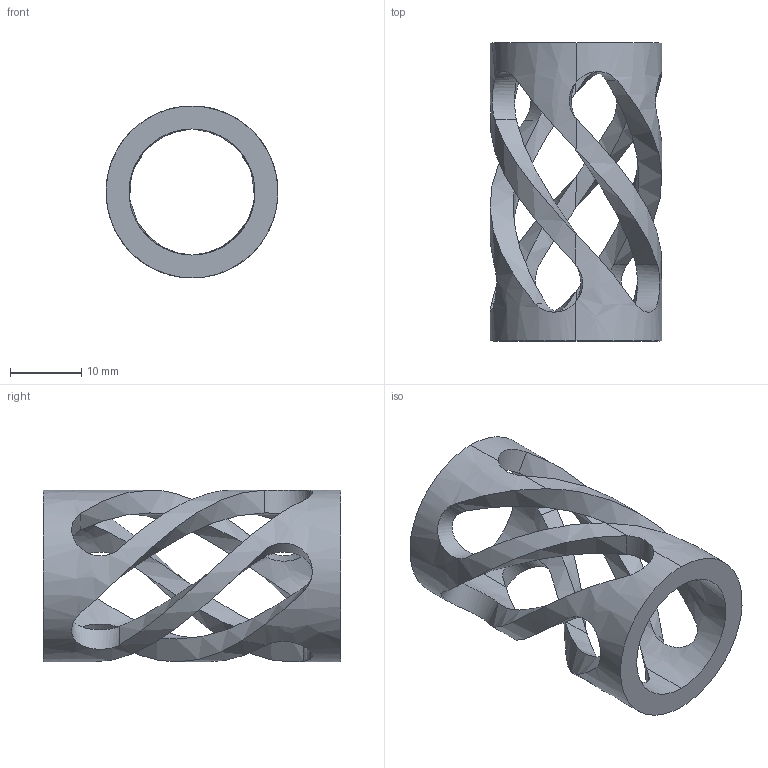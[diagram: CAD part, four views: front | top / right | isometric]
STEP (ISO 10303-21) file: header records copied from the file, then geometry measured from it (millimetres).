
FILE_DESCRIPTION(('FreeCAD Model'),'2;1');
FILE_NAME('Open CASCADE Shape Model','2025-04-27T21:05:28',('FreeCAD'),( 'FreeCAD'),'Open CASCADE STEP processor 7.6','FreeCAD','Unknown');
FILE_SCHEMA(('AUTOMOTIVE_DESIGN { 1 0 10303 214 1 1 1 1 }'));
Length unit declared in the file: millimetre
Products named in the file (1): Open CASCADE STEP translator 7.6 1
Bounding box: 24.09 x 41.76 x 24.09 mm (x, y, z)
Volume: 4167.4 mm3; surface area: 4456.5 mm2
Topology: 1 solids, 1 shells, 26 faces, 102 edges, 68 vertices
Faces by surface type: bspline 26
Entity records: 3774 total; most frequent: CARTESIAN_POINT 3185, ORIENTED_EDGE 204, EDGE_CURVE 102, B_SPLINE_CURVE_WITH_KNOTS 94, VERTEX_POINT 68, FACE_BOUND 28, EDGE_LOOP 28, ADVANCED_FACE 26
